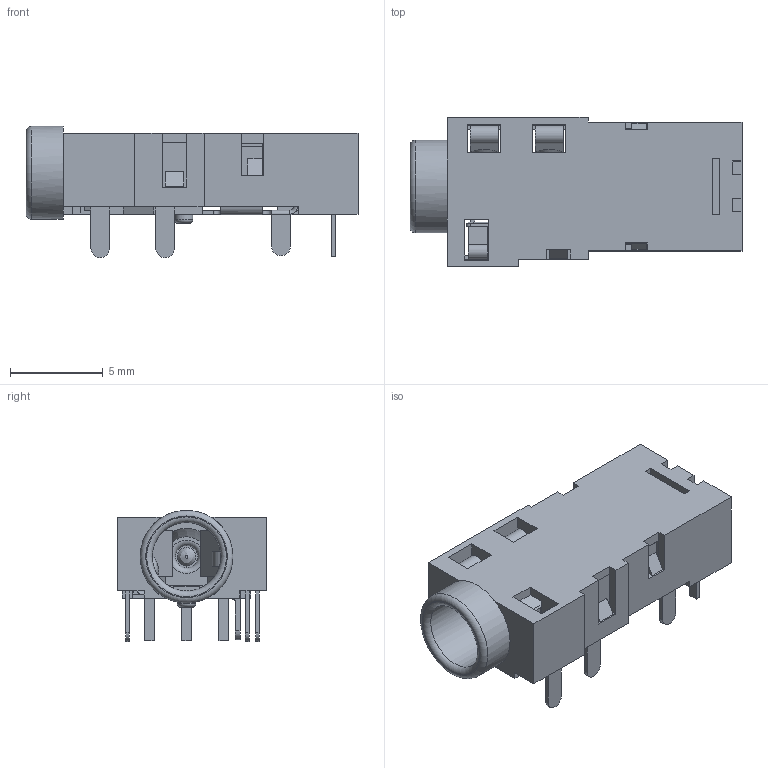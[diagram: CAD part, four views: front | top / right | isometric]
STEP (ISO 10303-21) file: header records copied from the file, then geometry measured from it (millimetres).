
FILE_DESCRIPTION(/* description */ (''),/* implementation_level */ '2;1');
FILE_NAME(/* name */ 'FCR684204R ORJ4.stp',/* time_stamp */ '2018-07-16T11:23:57+01:00',/* author */ ('tottley'),/* organization */ (''),/* preprocessor_version */ 'ST-DEVELOPER v16.1',/* originating_system */ 'Autodesk Inventor 2016',/* authorisation */ '');
FILE_SCHEMA (('AUTOMOTIVE_DESIGN { 1 0 10303 214 3 1 1 }'));
Length unit declared in the file: millimetre
Products named in the file (1): FCR684204R ORJ4
Bounding box: 17.9 x 8.05 x 7.08 mm (x, y, z)
Volume: 291 mm3; surface area: 1199.9 mm2
Topology: 5 solids, 5 shells, 445 faces, 1313 edges, 857 vertices
Faces by surface type: plane 370, cylinder 62, torus 7, bspline 6
Full cylindrical faces by diameter (mm): 1 x2, 1.2 x1, 3.7 x1, 5 x1
Entity records: 15257 total; most frequent: CARTESIAN_POINT 2862, ORIENTED_EDGE 2596, DIRECTION 2317, EDGE_CURVE 1298, LINE 1121, VECTOR 1121, VERTEX_POINT 852, AXIS2_PLACEMENT_3D 598
